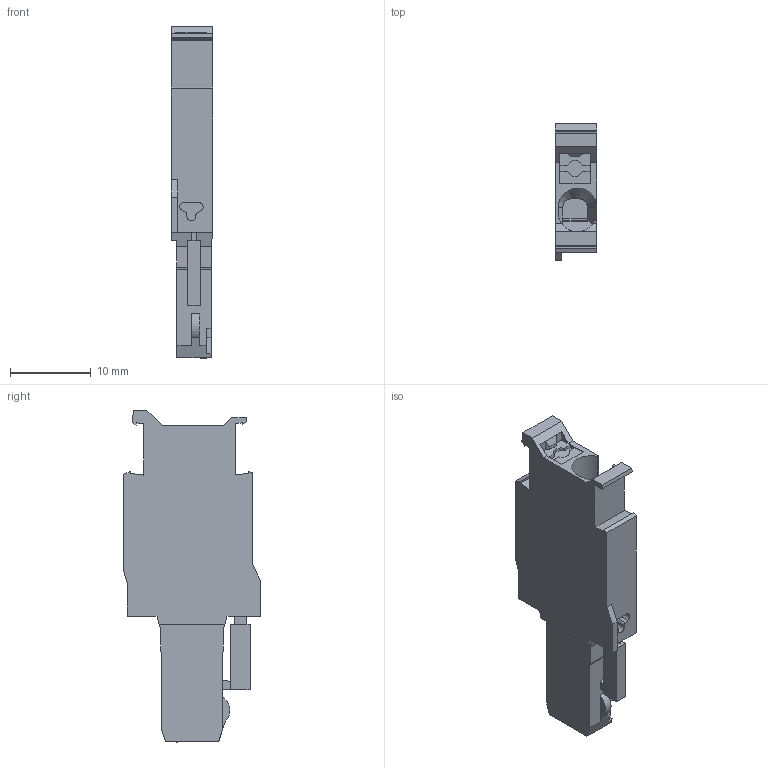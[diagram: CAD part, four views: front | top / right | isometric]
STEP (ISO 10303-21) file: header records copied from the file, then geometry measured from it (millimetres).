
FILE_DESCRIPTION(('Creo Elements/Direct Modeling STEP Export'),'2;1');
FILE_NAME('model.stp','2018-04-27T10:40:33',(''),(''),'Creo Elements/Direct Modeling STEP processor for AP214 (Solid Model)','Creo Elements/Direct Modeling 18.1I 14-Aug-2016 (C) Parametric Technology GmbH','');
FILE_SCHEMA(('AUTOMOTIVE_DESIGN { 1 0 10303 214 1 1 1 1 }'));
Length unit declared in the file: millimetre
Products named in the file (2): PP_2.5_1_L_GNYE-select
Assembly tree (1 placements, depth 2):
  PP_2.5_1_L_GNYE-select
    PP_2.5_1_L_GNYE-select
Bounding box: 5.15 x 17 x 41.17 mm (x, y, z)
Volume: 1824 mm3; surface area: 2045.9 mm2
Topology: 1 solids, 1 shells, 182 faces, 531 edges, 354 vertices
Faces by surface type: plane 161, cylinder 18, torus 2, cone 1
Entity records: 7801 total; most frequent: CARTESIAN_POINT 1472, ORIENTED_EDGE 1062, DIRECTION 919, EDGE_CURVE 531, VECTOR 471, LINE 471, VERTEX_POINT 354, AXIS2_PLACEMENT_3D 224
